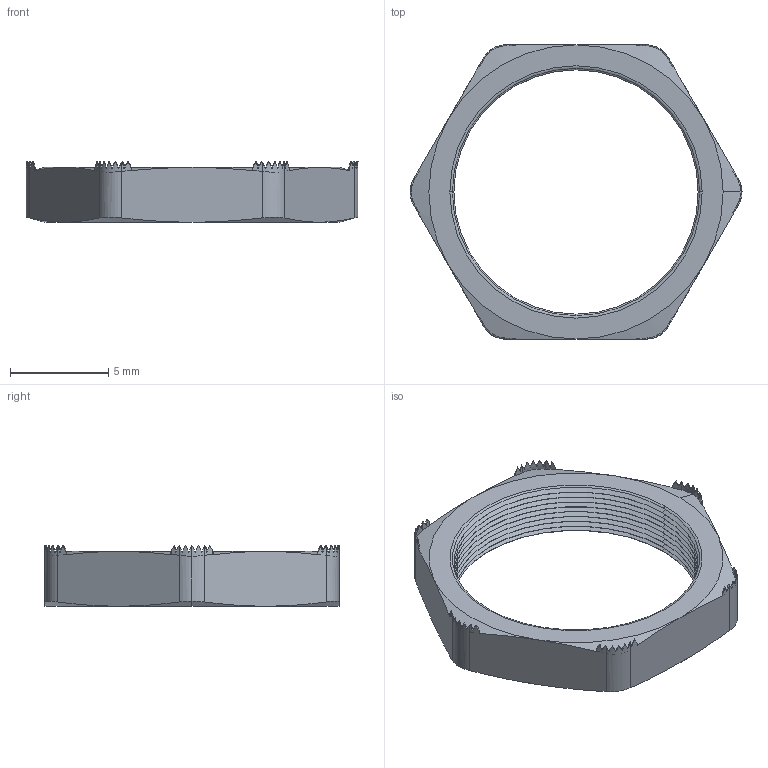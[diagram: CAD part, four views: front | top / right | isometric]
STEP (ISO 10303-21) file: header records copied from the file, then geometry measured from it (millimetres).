
FILE_DESCRIPTION (( 'STEP AP203' ), '1' );
FILE_NAME ('NP-07-BE.STEP', '2008-04-01T12:07:05', ( 'Baystate-05' ), ( 'BayState InfoTech' ), 'SwSTEP 2.0', 'SolidWorks 2007', '' );
FILE_SCHEMA (( 'CONFIG_CONTROL_DESIGN' ));
Length unit declared in the file: inch
Products named in the file (1): NP-07-BE
Bounding box: 16.91 x 14.99 x 3.08 mm (x, y, z)
Volume: 185.4 mm3; surface area: 494.7 mm2
Topology: 1 solids, 1 shells, 200 faces, 524 edges, 326 vertices
Faces by surface type: plane 116, cone 50, cylinder 30, torus 4
Entity records: 6233 total; most frequent: CARTESIAN_POINT 1609, ORIENTED_EDGE 1048, DIRECTION 844, EDGE_CURVE 524, VERTEX_POINT 326, VECTOR 290, LINE 290, AXIS2_PLACEMENT_3D 277
